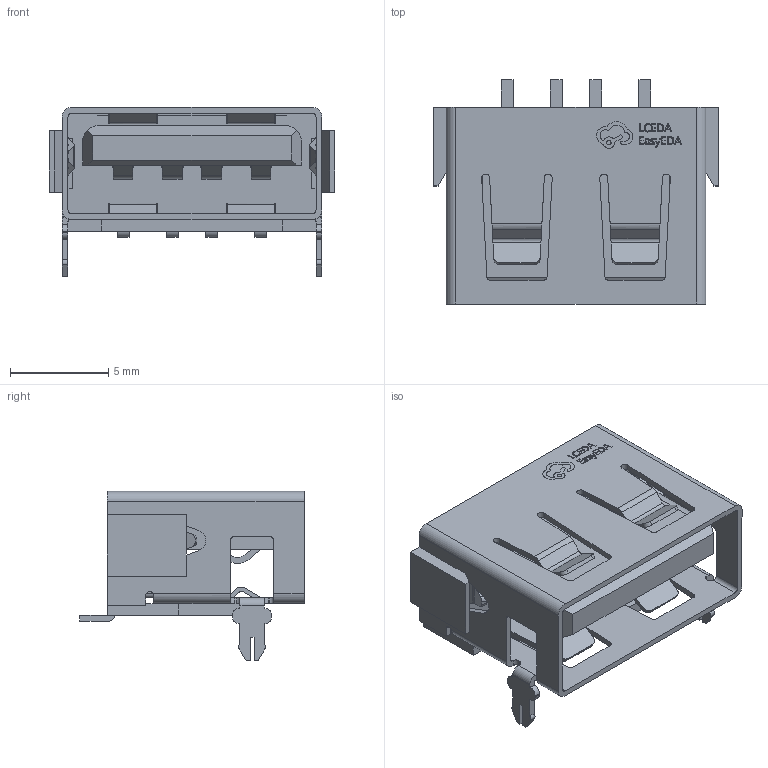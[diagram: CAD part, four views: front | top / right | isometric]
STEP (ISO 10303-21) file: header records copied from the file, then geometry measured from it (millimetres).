
FILE_DESCRIPTION(/* description */ ('STEP AP214'),/* implementation_level */ '2;1');
FILE_NAME(/* name */ '10.0 QHHTZB6.3.step',/* time_stamp */ '2024-11-08T10:51:22+08:00',/* author */ (''),/* organization */ (''),/* preprocessor_version */ 'ST-DEVELOPER v20',/* originating_system */ 'Autodesk Translation Framework v13.20.0.188',/* authorisation */ '');
FILE_SCHEMA (('AUTOMOTIVE_DESIGN { 1 0 10303 214 3 1 1 }'));
Length unit declared in the file: millimetre
Products named in the file (1): USB-A-TH_10.0QHHTZB6.3
Bounding box: 14.5 x 11.4 x 8.6 mm (x, y, z)
Volume: 448.8 mm3; surface area: 1420.7 mm2
Topology: 10 solids, 10 shells, 751 faces, 2131 edges, 1418 vertices
Faces by surface type: plane 489, cylinder 150, bspline 112
Entity records: 26265 total; most frequent: CARTESIAN_POINT 6165, ORIENTED_EDGE 4262, DIRECTION 3653, EDGE_CURVE 2131, LINE 1601, VECTOR 1601, VERTEX_POINT 1418, AXIS2_PLACEMENT_3D 1026
